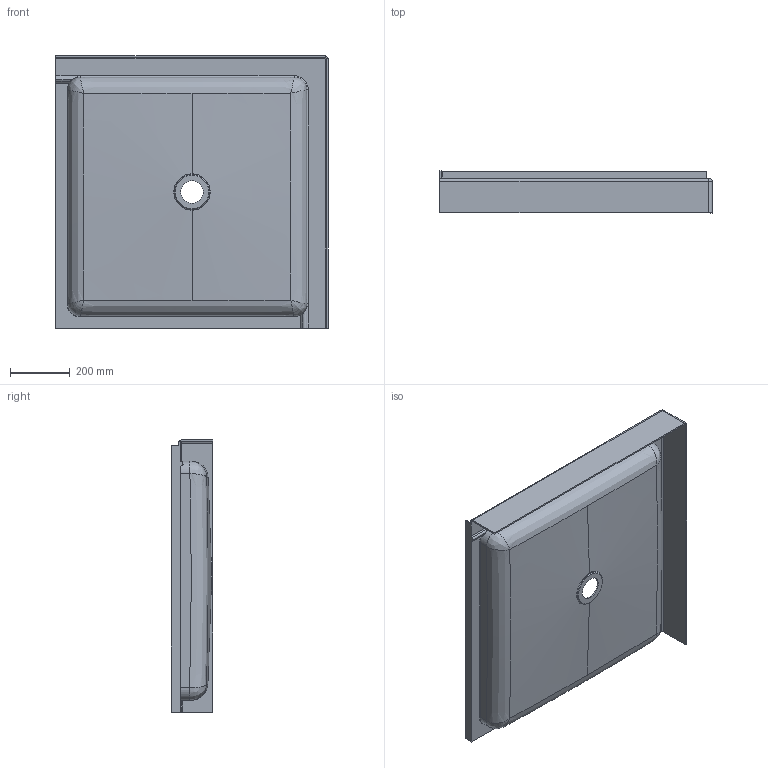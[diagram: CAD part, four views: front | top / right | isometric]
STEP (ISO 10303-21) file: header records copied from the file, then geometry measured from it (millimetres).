
FILE_DESCRIPTION (( 'STEP AP203' ), '1' );
FILE_NAME ('SWB3636DTF.STEP', '2021-01-04T20:49:31', ( '' ), ( '' ), 'SwSTEP 2.0', 'SolidWorks 2020', '' );
FILE_SCHEMA (( 'CONFIG_CONTROL_DESIGN' ));
Length unit declared in the file: inch
Products named in the file (1): SWB3636DTF
Bounding box: 914.4 x 139.7 x 914.4 mm (x, y, z)
Volume: 6087539.5 mm3; surface area: 2572388.5 mm2
Topology: 1 solids, 1 shells, 148 faces, 363 edges, 198 vertices
Faces by surface type: cylinder 45, bspline 36, plane 30, torus 18, cone 12, sphere 7
Entity records: 7230 total; most frequent: CARTESIAN_POINT 4017, ORIENTED_EDGE 686, DIRECTION 631, EDGE_CURVE 343, AXIS2_PLACEMENT_3D 253, VERTEX_POINT 197, EDGE_LOOP 150, ADVANCED_FACE 148
